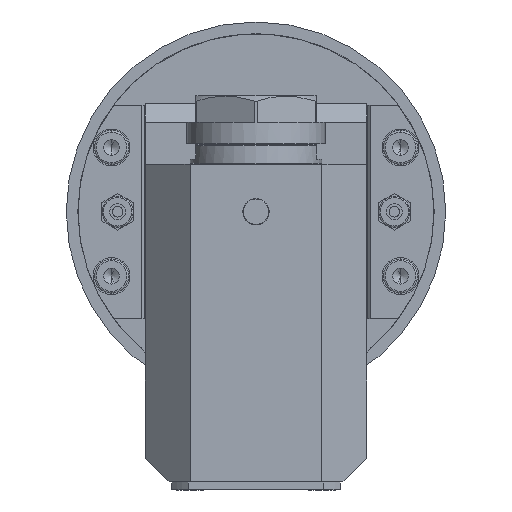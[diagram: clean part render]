
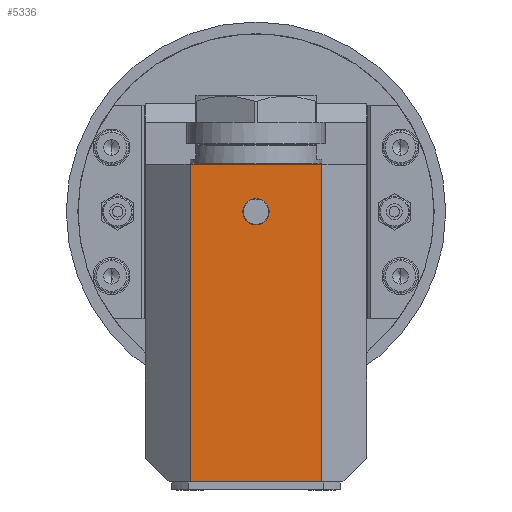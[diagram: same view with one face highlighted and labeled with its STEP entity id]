
A CAD part, left-side view. The second image highlights one B-rep face of the part: STEP entity #5336.
In plain terms, the highlighted planar face has unit normal (-1, 0, 0).
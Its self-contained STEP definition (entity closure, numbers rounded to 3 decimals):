
#636=DIRECTION('',(0.,0.,-1.));
#637=VECTOR('',#636,120.5);
#638=CARTESIAN_POINT('',(-119.,25.,18.));
#639=LINE('',#638,#637);
#640=DIRECTION('',(0.,1.,0.));
#641=VECTOR('',#640,50.);
#642=CARTESIAN_POINT('',(-119.,-25.,18.));
#643=LINE('',#642,#641);
#644=DIRECTION('',(0.,0.,1.));
#645=VECTOR('',#644,120.5);
#646=CARTESIAN_POINT('',(-119.,-25.,-102.5));
#647=LINE('',#646,#645);
#648=DIRECTION('',(0.,1.,0.));
#649=VECTOR('',#648,50.);
#650=CARTESIAN_POINT('',(-119.,-25.,-102.5));
#651=LINE('',#650,#649);
#652=CARTESIAN_POINT('',(-119.,0.,0.));
#653=DIRECTION('',(-1.,0.,0.));
#654=DIRECTION('',(0.,1.,0.));
#655=AXIS2_PLACEMENT_3D('',#652,#653,#654);
#657=CARTESIAN_POINT('',(-119.,0.,0.));
#658=DIRECTION('',(-1.,0.,0.));
#659=DIRECTION('',(0.,-1.,0.));
#660=AXIS2_PLACEMENT_3D('',#657,#658,#659);
#3916=CARTESIAN_POINT('',(-119.,25.,-102.5));
#3918=VERTEX_POINT('',#3916);
#3924=CARTESIAN_POINT('',(-119.,25.,18.));
#3925=VERTEX_POINT('',#3924);
#3926=CARTESIAN_POINT('',(-119.,-25.,18.));
#3928=VERTEX_POINT('',#3926);
#3933=CARTESIAN_POINT('',(-119.,-25.,-102.5));
#3935=VERTEX_POINT('',#3933);
#3970=CARTESIAN_POINT('',(-119.,5.,0.));
#3971=CARTESIAN_POINT('',(-119.,-5.,0.));
#3972=VERTEX_POINT('',#3970);
#3973=VERTEX_POINT('',#3971);
#5319=CARTESIAN_POINT('',(-119.,0.,0.));
#5320=DIRECTION('',(1.,0.,0.));
#5321=DIRECTION('',(0.,1.,0.));
#5322=AXIS2_PLACEMENT_3D('',#5319,#5320,#5321);
#5323=PLANE('',#5322);
#5324=ORIENTED_EDGE('',*,*,#5280,.F.);
#5325=ORIENTED_EDGE('',*,*,#5258,.F.);
#5326=ORIENTED_EDGE('',*,*,#5241,.F.);
#5327=ORIENTED_EDGE('',*,*,#5291,.T.);
#5328=EDGE_LOOP('',(#5324,#5325,#5326,#5327));
#5329=FACE_OUTER_BOUND('',#5328,.F.);
#5331=ORIENTED_EDGE('',*,*,#5330,.T.);
#5333=ORIENTED_EDGE('',*,*,#5332,.T.);
#5334=EDGE_LOOP('',(#5331,#5333));
#5335=FACE_BOUND('',#5334,.F.);
#5336=ADVANCED_FACE('',(#5329,#5335),#5323,.F.);
#656=CIRCLE('',#655,5.);
#661=CIRCLE('',#660,5.);
#5241=EDGE_CURVE('',#3935,#3928,#647,.T.);
#5258=EDGE_CURVE('',#3928,#3925,#643,.T.);
#5280=EDGE_CURVE('',#3925,#3918,#639,.T.);
#5291=EDGE_CURVE('',#3935,#3918,#651,.T.);
#5330=EDGE_CURVE('',#3972,#3973,#656,.T.);
#5332=EDGE_CURVE('',#3973,#3972,#661,.T.);
